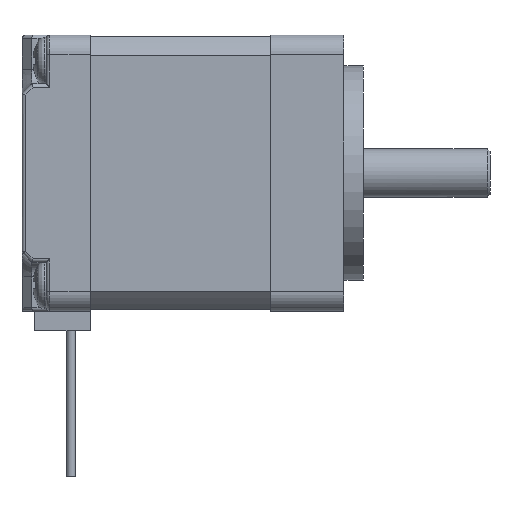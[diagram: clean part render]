
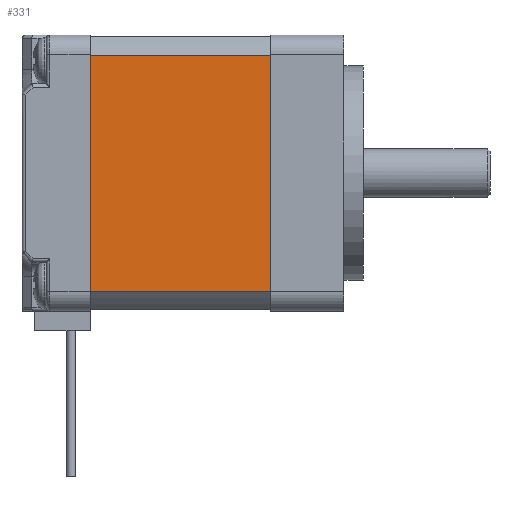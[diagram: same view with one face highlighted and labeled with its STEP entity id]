
A CAD part, left-side view. The second image highlights one B-rep face of the part: STEP entity #331.
In plain terms, the highlighted planar face has unit normal (-1, 0, 0).
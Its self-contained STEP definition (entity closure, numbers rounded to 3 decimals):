
#331 = ADVANCED_FACE( '', ( #736 ), #737, .T. );
#736 = FACE_OUTER_BOUND( '', #1310, .T. );
#737 = PLANE( '', #1311 );
#1310 = EDGE_LOOP( '', ( #1954, #1955, #1956, #1957 ) );
#1311 = AXIS2_PLACEMENT_3D( '', #1958, #1959, #1960 );
#1954 = ORIENTED_EDGE( '', *, *, #3260, .F. );
#1955 = ORIENTED_EDGE( '', *, *, #3261, .F. );
#1956 = ORIENTED_EDGE( '', *, *, #3262, .T. );
#1957 = ORIENTED_EDGE( '', *, *, #3263, .T. );
#1958 = CARTESIAN_POINT( '', ( -14., -41.571, -12.093 ) );
#1959 = DIRECTION( '', ( -1., 0., 0. ) );
#1960 = DIRECTION( '', ( 0., 0., 1. ) );
#3260 = EDGE_CURVE( '', #3830, #3831, #3832, .T. );
#3261 = EDGE_CURVE( '', #3833, #3830, #3834, .T. );
#3262 = EDGE_CURVE( '', #3833, #3835, #3836, .T. );
#3263 = EDGE_CURVE( '', #3835, #3831, #3837, .T. );
#3830 = VERTEX_POINT( '', #4630 );
#3831 = VERTEX_POINT( '', #4631 );
#3832 = LINE( '', #4632, #4633 );
#3833 = VERTEX_POINT( '', #4634 );
#3834 = LINE( '', #4635, #4636 );
#3835 = VERTEX_POINT( '', #4637 );
#3836 = LINE( '', #4638, #4639 );
#3837 = LINE( '', #4640, #4641 );
#4630 = CARTESIAN_POINT( '', ( -14., -6.071, -12.093 ) );
#4631 = CARTESIAN_POINT( '', ( -14., -6.071, 12.093 ) );
#4632 = CARTESIAN_POINT( '', ( -14., -6.071, -12.093 ) );
#4633 = VECTOR( '', #5550, 1000. );
#4634 = CARTESIAN_POINT( '', ( -14., -24.571, -12.093 ) );
#4635 = CARTESIAN_POINT( '', ( -14., -41.571, -12.093 ) );
#4636 = VECTOR( '', #5551, 1000. );
#4637 = CARTESIAN_POINT( '', ( -14., -24.571, 12.093 ) );
#4638 = CARTESIAN_POINT( '', ( -14., -24.571, -12.093 ) );
#4639 = VECTOR( '', #5552, 1000. );
#4640 = CARTESIAN_POINT( '', ( -14., -41.571, 12.093 ) );
#4641 = VECTOR( '', #5553, 1000. );
#5550 = DIRECTION( '', ( 0., 0., 1. ) );
#5551 = DIRECTION( '', ( 0., 1., 0. ) );
#5552 = DIRECTION( '', ( 0., 0., 1. ) );
#5553 = DIRECTION( '', ( 0., 1., 0. ) );
